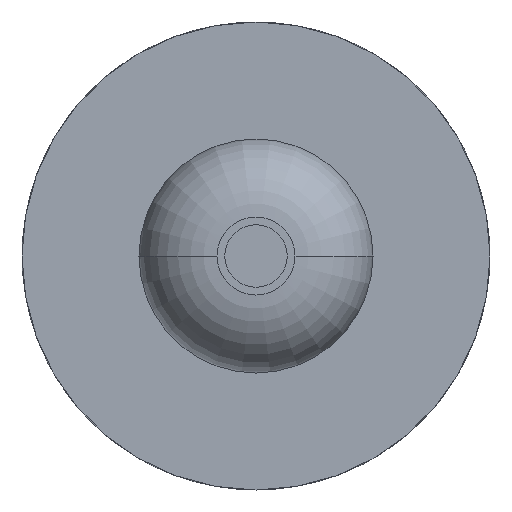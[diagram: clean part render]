
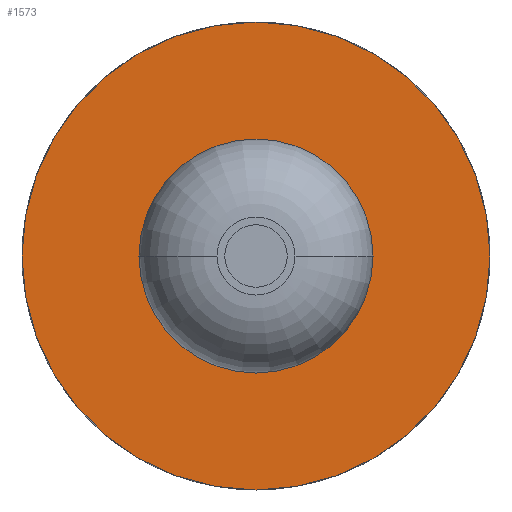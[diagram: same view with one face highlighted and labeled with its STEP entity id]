
A CAD part, front view. The second image highlights one B-rep face of the part: STEP entity #1573.
In plain terms, the highlighted planar face has unit normal (0, -1, 0).
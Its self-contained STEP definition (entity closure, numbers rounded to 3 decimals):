
#62 = EDGE_CURVE ( 'NONE', #1525, #2595, #3513, .T. ) ;
#268 = DIRECTION ( 'NONE',  ( 0., 1., 0. ) ) ;
#366 = DIRECTION ( 'NONE',  ( 0., 0., 1. ) ) ;
#471 = VERTEX_POINT ( 'NONE', #2926 ) ;
#563 = CARTESIAN_POINT ( 'NONE',  ( 0., 3.7, -0.75 ) ) ;
#640 = AXIS2_PLACEMENT_3D ( 'NONE', #4045, #268, #4456 ) ;
#742 = ORIENTED_EDGE ( 'NONE', *, *, #3327, .T. ) ;
#783 = AXIS2_PLACEMENT_3D ( 'NONE', #988, #3055, #3498 ) ;
#876 = ORIENTED_EDGE ( 'NONE', *, *, #2142, .F. ) ;
#988 = CARTESIAN_POINT ( 'NONE',  ( 0., 3.7, 0. ) ) ;
#1143 = DIRECTION ( 'NONE',  ( 0., 0., 1. ) ) ;
#1525 = VERTEX_POINT ( 'NONE', #563 ) ;
#1573 = ADVANCED_FACE ( 'Defeature ausgef�hrt1_23', ( #4038, #5230 ), #4422, .F. ) ;
#1592 = CARTESIAN_POINT ( 'NONE',  ( 0., 3.7, 0. ) ) ;
#1638 = AXIS2_PLACEMENT_3D ( 'NONE', #4018, #3146, #366 ) ;
#1690 = CARTESIAN_POINT ( 'NONE',  ( 0., 3.7, 0.75 ) ) ;
#2079 = AXIS2_PLACEMENT_3D ( 'NONE', #1592, #3757, #4960 ) ;
#2142 = EDGE_CURVE ( 'NONE', #2595, #1525, #4691, .T. ) ;
#2480 = CARTESIAN_POINT ( 'NONE',  ( 0., 3.7, -0.255 ) ) ;
#2595 = VERTEX_POINT ( 'NONE', #1690 ) ;
#2604 = CIRCLE ( 'NONE', #783, 0.255 ) ;
#2676 = EDGE_CURVE ( 'NONE', #3624, #471, #2604, .T. ) ;
#2777 = CARTESIAN_POINT ( 'NONE',  ( 0., 3.7, 0. ) ) ;
#2926 = CARTESIAN_POINT ( 'NONE',  ( 0., 3.7, 0.255 ) ) ;
#3030 = ORIENTED_EDGE ( 'NONE', *, *, #2676, .T. ) ;
#3038 = CIRCLE ( 'NONE', #2079, 0.255 ) ;
#3055 = DIRECTION ( 'NONE',  ( 0., 1., 0. ) ) ;
#3146 = DIRECTION ( 'NONE',  ( 0., 1., 0. ) ) ;
#3327 = EDGE_CURVE ( 'NONE', #471, #3624, #3038, .T. ) ;
#3469 = EDGE_LOOP ( 'NONE', ( #876, #5001 ) ) ;
#3498 = DIRECTION ( 'NONE',  ( 0., 0., 1. ) ) ;
#3513 = CIRCLE ( 'NONE', #640, 0.75 ) ;
#3624 = VERTEX_POINT ( 'NONE', #2480 ) ;
#3757 = DIRECTION ( 'NONE',  ( 0., 1., 0. ) ) ;
#4018 = CARTESIAN_POINT ( 'NONE',  ( 0.75, 3.7, 0. ) ) ;
#4038 = FACE_OUTER_BOUND ( 'NONE', #3469, .T. ) ;
#4045 = CARTESIAN_POINT ( 'NONE',  ( 0., 3.7, 0. ) ) ;
#4337 = AXIS2_PLACEMENT_3D ( 'NONE', #2777, #4878, #1143 ) ;
#4422 = PLANE ( 'NONE',  #1638 ) ;
#4456 = DIRECTION ( 'NONE',  ( 0., 0., 1. ) ) ;
#4691 = CIRCLE ( 'NONE', #4337, 0.75 ) ;
#4878 = DIRECTION ( 'NONE',  ( 0., 1., 0. ) ) ;
#4960 = DIRECTION ( 'NONE',  ( 0., 0., 1. ) ) ;
#5001 = ORIENTED_EDGE ( 'NONE', *, *, #62, .F. ) ;
#5230 = FACE_BOUND ( 'NONE', #5299, .T. ) ;
#5299 = EDGE_LOOP ( 'NONE', ( #742, #3030 ) ) ;
